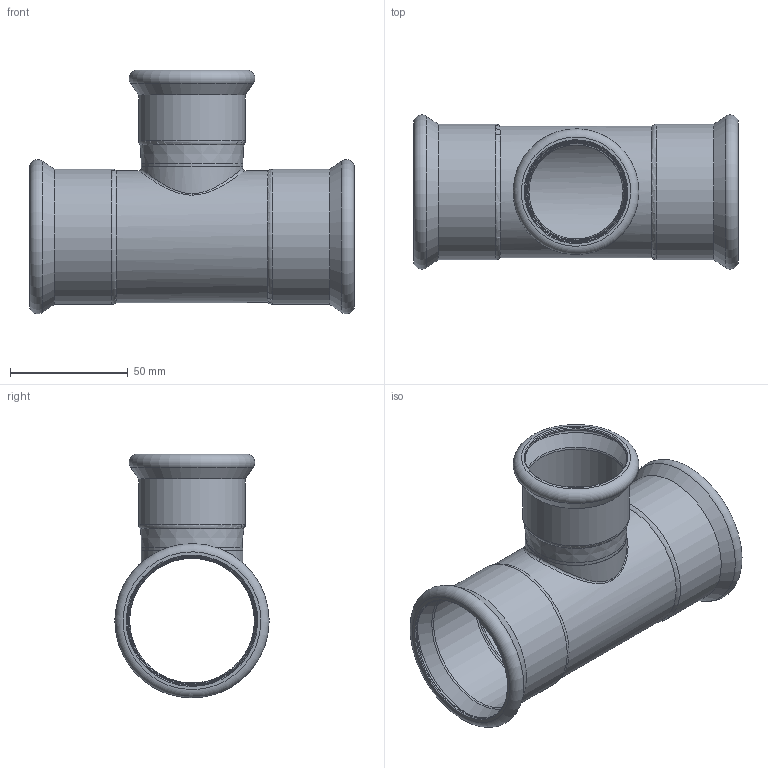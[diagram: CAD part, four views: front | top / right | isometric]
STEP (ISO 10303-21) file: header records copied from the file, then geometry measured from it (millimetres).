
FILE_DESCRIPTION(/* description */ (''),/* implementation_level */ '2;1');
FILE_NAME(/* name */ '41226.stp',/* time_stamp */ '2023-09-08T10:53:31+02:00',/* author */ ('JANAN'),/* organization */ (''),/* preprocessor_version */ 'ST-DEVELOPER v19.2',/* originating_system */ 'Autodesk Inventor 2023',/* authorisation */ '');
FILE_SCHEMA (('AUTOMOTIVE_DESIGN { 1 0 10303 214 3 1 1 }'));
Length unit declared in the file: millimetre
Products named in the file (1): tmp1127.tmp
Bounding box: 138 x 65.46 x 103.43 mm (x, y, z)
Volume: 47339 mm3; surface area: 63776.5 mm2
Topology: 2 solids, 2 shells, 63 faces, 138 edges, 81 vertices
Faces by surface type: torus 18, cylinder 15, cone 14, plane 8, bspline 8
Full cylindrical faces by diameter (mm): 40 x2, 42.3 x1, 43 x2, 43.3 x1, 45.4 x1, 53 x1, 54.4 x2, 55 x2, 56 x1, 57.5 x2
Entity records: 4018 total; most frequent: CARTESIAN_POINT 2513, DIRECTION 317, ORIENTED_EDGE 276, AXIS2_PLACEMENT_3D 143, EDGE_CURVE 138, CIRCLE 87, VERTEX_POINT 81, EDGE_LOOP 71
